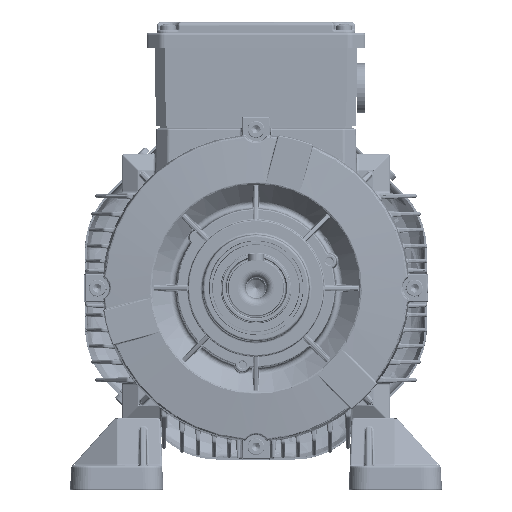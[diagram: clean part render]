
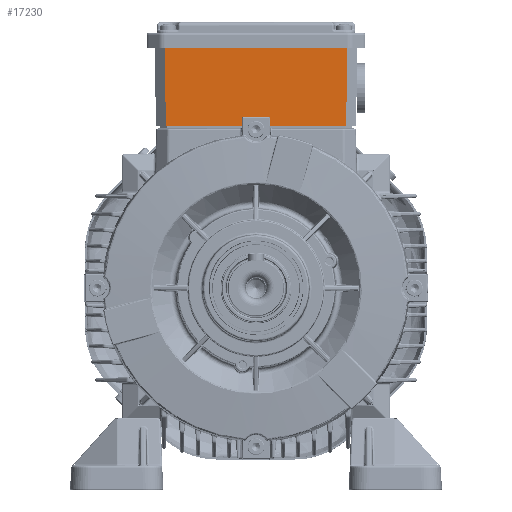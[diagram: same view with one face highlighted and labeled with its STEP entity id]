
A CAD part, left-side view. The second image highlights one B-rep face of the part: STEP entity #17230.
In plain terms, the highlighted planar face has unit normal (-1, 0, -0.018).
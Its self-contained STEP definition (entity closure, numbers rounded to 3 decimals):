
#17230=ADVANCED_FACE('',(#25987),#20425,.T.);
#20425=PLANE('',#139866);
#25987=FACE_OUTER_BOUND('',#33358,.T.);
#33358=EDGE_LOOP('',(#60664,#60665,#60666,#60667));
#60664=ORIENTED_EDGE('',*,*,#100598,.T.);
#60665=ORIENTED_EDGE('',*,*,#100597,.F.);
#60666=ORIENTED_EDGE('',*,*,#100599,.F.);
#60667=ORIENTED_EDGE('',*,*,#100600,.T.);
#80613=VERTEX_POINT('',#242509);
#80614=VERTEX_POINT('',#242511);
#80615=VERTEX_POINT('',#242515);
#80616=VERTEX_POINT('',#242517);
#100597=EDGE_CURVE('',#80614,#80613,#122241,.T.);
#100598=EDGE_CURVE('',#80615,#80613,#122242,.T.);
#100599=EDGE_CURVE('',#80616,#80614,#122243,.T.);
#100600=EDGE_CURVE('',#80616,#80615,#122244,.T.);
#122241=LINE('',#242512,#129681);
#122242=LINE('',#242514,#129682);
#122243=LINE('',#242516,#129683);
#122244=LINE('',#242518,#129684);
#129681=VECTOR('',#164315,1.);
#129682=VECTOR('',#164318,1.);
#129683=VECTOR('',#164319,1.);
#129684=VECTOR('',#164320,1.);
#139866=AXIS2_PLACEMENT_3D('',#242519,#164321,#164322);
#164315=DIRECTION('',(-0.017,0.007,1.));
#164318=DIRECTION('',(0.,1.,0.));
#164319=DIRECTION('',(0.,1.,0.));
#164320=DIRECTION('',(-0.017,-0.007,1.));
#164321=DIRECTION('',(-1.,0.,-0.017));
#164322=DIRECTION('',(0.017,0.,-1.));
#242509=CARTESIAN_POINT('',(99.311,45.457,120.3));
#242511=CARTESIAN_POINT('',(100.,45.171,80.8));
#242512=CARTESIAN_POINT('',(100.,45.171,80.8));
#242514=CARTESIAN_POINT('',(99.311,-45.172,120.3));
#242515=CARTESIAN_POINT('',(99.311,-45.457,120.3));
#242516=CARTESIAN_POINT('',(100.,-45.172,80.8));
#242517=CARTESIAN_POINT('',(100.,-45.172,80.8));
#242518=CARTESIAN_POINT('',(100.,-45.172,80.8));
#242519=CARTESIAN_POINT('',(100.,-45.172,80.8));
